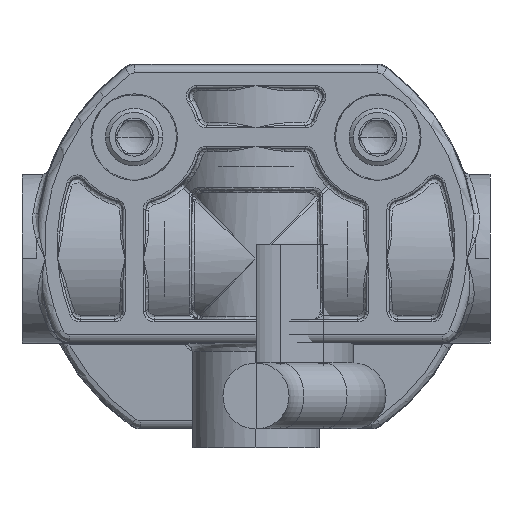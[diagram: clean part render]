
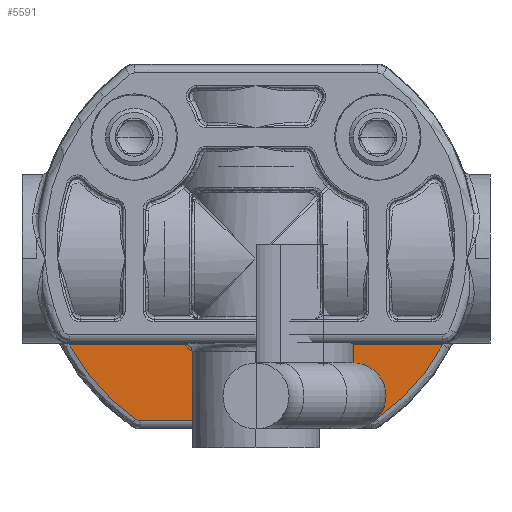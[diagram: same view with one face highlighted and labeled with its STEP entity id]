
A CAD part, front view. The second image highlights one B-rep face of the part: STEP entity #5591.
In plain terms, the highlighted face is planar.
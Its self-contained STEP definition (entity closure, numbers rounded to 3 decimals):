
#512=CARTESIAN_POINT('',(11.292,-6.088,-3.878));
#625=CARTESIAN_POINT('',(7.274,-10.576,-3.721));
#626=CARTESIAN_POINT('',(7.678,-10.298,-3.731));
#627=CARTESIAN_POINT('',(8.45,-9.697,-3.752));
#628=CARTESIAN_POINT('',(9.494,-8.676,-3.787));
#629=CARTESIAN_POINT('',(10.449,-7.501,-3.828));
#630=CARTESIAN_POINT('',(11.026,-6.583,-3.86));
#631=CARTESIAN_POINT('',(11.292,-6.088,-3.878));
#633=DIRECTION('',(-1.,0.,0.));
#634=VECTOR('',#633,22.584);
#635=CARTESIAN_POINT('',(11.292,-6.088,-3.878));
#636=LINE('',#635,#634);
#637=CARTESIAN_POINT('',(-11.292,-6.088,
-3.878));
#638=CARTESIAN_POINT('',(-11.06,-6.52,
-3.863));
#639=CARTESIAN_POINT('',(-10.548,-7.354,
-3.833));
#640=CARTESIAN_POINT('',(-9.649,-8.503,
-3.793));
#641=CARTESIAN_POINT('',(-8.587,-9.581,
-3.756));
#642=CARTESIAN_POINT('',(-7.737,-10.257,
-3.732));
#643=CARTESIAN_POINT('',(-7.274,-10.576,
-3.721));
#645=CARTESIAN_POINT('',(-7.274,-10.576,
-3.721));
#646=CARTESIAN_POINT('',(-7.264,-10.583,
-3.721));
#647=CARTESIAN_POINT('',(-7.243,-10.596,
-3.72));
#648=CARTESIAN_POINT('',(-7.211,-10.614,
-3.72));
#649=CARTESIAN_POINT('',(-7.178,-10.629,
-3.719));
#650=CARTESIAN_POINT('',(-7.143,-10.641,
-3.719));
#651=CARTESIAN_POINT('',(-7.108,-10.651,
-3.718));
#652=CARTESIAN_POINT('',(-7.072,-10.658,
-3.718));
#653=CARTESIAN_POINT('',(-7.034,-10.663,
-3.718));
#654=CARTESIAN_POINT('',(-7.006,-10.664,
-3.718));
#655=CARTESIAN_POINT('',(-6.991,-10.664,
-3.718));
#657=DIRECTION('',(1.,0.,0.));
#658=VECTOR('',#657,13.981);
#659=CARTESIAN_POINT('',(-6.991,-10.664,
-3.718));
#660=LINE('',#659,#658);
#661=CARTESIAN_POINT('',(6.991,-10.664,-3.718));
#662=CARTESIAN_POINT('',(7.003,-10.664,-3.718));
#663=CARTESIAN_POINT('',(7.028,-10.663,-3.718));
#664=CARTESIAN_POINT('',(7.064,-10.659,-3.718));
#665=CARTESIAN_POINT('',(7.1,-10.653,-3.718));
#666=CARTESIAN_POINT('',(7.135,-10.643,-3.719));
#667=CARTESIAN_POINT('',(7.17,-10.632,-3.719));
#668=CARTESIAN_POINT('',(7.204,-10.617,-3.719));
#669=CARTESIAN_POINT('',(7.238,-10.6,-3.72));
#670=CARTESIAN_POINT('',(7.262,-10.585,-3.721));
#671=CARTESIAN_POINT('',(7.274,-10.576,-3.721));
#4013=VERTEX_POINT('',#512);
#4014=VERTEX_POINT('',#625);
#4015=VERTEX_POINT('',#661);
#4016=CARTESIAN_POINT('',(-6.991,-10.664,
-3.718));
#4017=VERTEX_POINT('',#4016);
#4018=VERTEX_POINT('',#645);
#4020=VERTEX_POINT('',#637);
#5578=CARTESIAN_POINT('',(13.136,-11.175,-3.7));
#5579=DIRECTION('',(0.,-0.035,-0.999));
#5580=DIRECTION('',(1.,0.,0.));
#5581=AXIS2_PLACEMENT_3D('',#5578,#5579,#5580);
#5582=PLANE('',#5581);
#5583=ORIENTED_EDGE('',*,*,#5335,.T.);
#5584=ORIENTED_EDGE('',*,*,#4907,.T.);
#5585=ORIENTED_EDGE('',*,*,#5151,.T.);
#5586=ORIENTED_EDGE('',*,*,#5213,.T.);
#5587=ORIENTED_EDGE('',*,*,#5227,.T.);
#5588=ORIENTED_EDGE('',*,*,#5289,.T.);
#5589=EDGE_LOOP('',(#5583,#5584,#5585,#5586,#5587,#5588));
#5590=FACE_OUTER_BOUND('',#5589,.F.);
#5591=ADVANCED_FACE('',(#5590),#5582,.T.);
#632=B_SPLINE_CURVE_WITH_KNOTS('',3,(#625,#626,#627,#628,#629,#630,#631),
.UNSPECIFIED.,.F.,.F.,(4,1,1,1,4),(0.,0.25,0.5,0.75,1.),
.UNSPECIFIED.);
#644=B_SPLINE_CURVE_WITH_KNOTS('',3,(#637,#638,#639,#640,#641,#642,#643),
.UNSPECIFIED.,.F.,.F.,(4,1,1,1,4),(0.,0.25,0.5,0.75,1.),
.UNSPECIFIED.);
#656=B_SPLINE_CURVE_WITH_KNOTS('',3,(#645,#646,#647,#648,#649,#650,#651,#652,
#653,#654,#655),.UNSPECIFIED.,.F.,.F.,(4,1,1,1,1,1,1,1,4),(0.,0.125,0.25,
0.375,0.5,0.625,0.75,0.875,1.),.UNSPECIFIED.);
#672=B_SPLINE_CURVE_WITH_KNOTS('',3,(#661,#662,#663,#664,#665,#666,#667,#668,
#669,#670,#671),.UNSPECIFIED.,.F.,.F.,(4,1,1,1,1,1,1,1,4),(0.,0.125,0.25,
0.375,0.5,0.625,0.75,0.875,1.),.UNSPECIFIED.);
#4907=EDGE_CURVE('',#4013,#4020,#636,.T.);
#5151=EDGE_CURVE('',#4020,#4018,#644,.T.);
#5213=EDGE_CURVE('',#4018,#4017,#656,.T.);
#5227=EDGE_CURVE('',#4017,#4015,#660,.T.);
#5289=EDGE_CURVE('',#4015,#4014,#672,.T.);
#5335=EDGE_CURVE('',#4014,#4013,#632,.T.);
